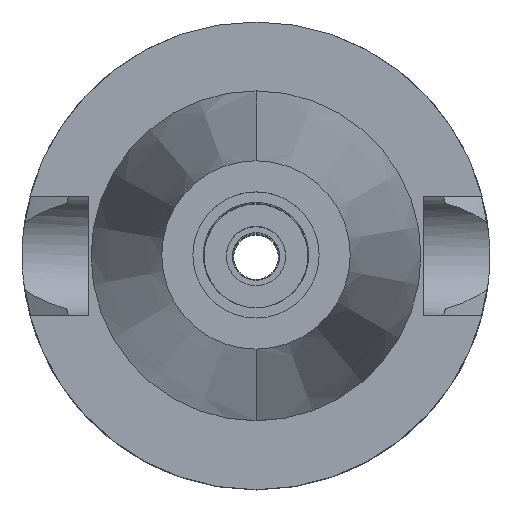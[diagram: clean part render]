
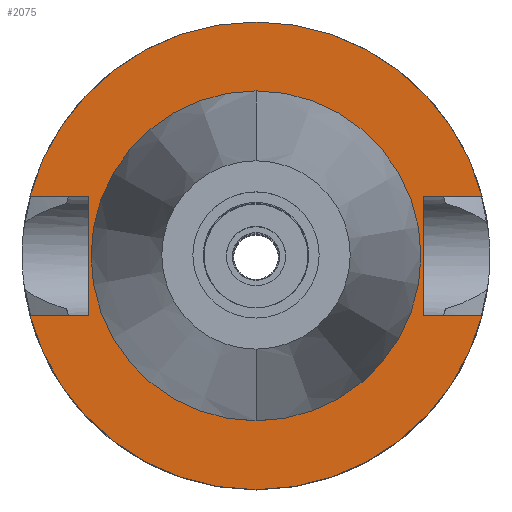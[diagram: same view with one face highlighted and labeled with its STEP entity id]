
A CAD part, top view. The second image highlights one B-rep face of the part: STEP entity #2075.
In plain terms, the highlighted planar face has unit normal (0, 0, 1).
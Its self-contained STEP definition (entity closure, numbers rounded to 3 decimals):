
#826=DIRECTION('',(1.,0.,0.));
#827=VECTOR('',#826,7.954);
#828=CARTESIAN_POINT('',(-30.454,8.05,-1.));
#829=LINE('',#828,#827);
#865=DIRECTION('',(1.,0.,0.));
#866=VECTOR('',#865,7.954);
#867=CARTESIAN_POINT('',(22.5,8.05,-1.));
#868=LINE('',#867,#866);
#912=DIRECTION('',(0.,1.,0.));
#913=VECTOR('',#912,16.1);
#914=CARTESIAN_POINT('',(-22.5,-8.05,-1.));
#915=LINE('',#914,#913);
#919=CARTESIAN_POINT('',(0.,0.,-1.));
#920=DIRECTION('',(0.,0.,-1.));
#921=DIRECTION('',(-0.967,0.256,0.));
#922=AXIS2_PLACEMENT_3D('',#919,#920,#921);
#927=CARTESIAN_POINT('',(0.,0.,-1.));
#928=DIRECTION('',(0.,0.,-1.));
#929=DIRECTION('',(0.,1.,0.));
#930=AXIS2_PLACEMENT_3D('',#927,#928,#929);
#935=DIRECTION('',(0.,-1.,0.));
#936=VECTOR('',#935,16.1);
#937=CARTESIAN_POINT('',(22.5,8.05,-1.));
#938=LINE('',#937,#936);
#942=DIRECTION('',(1.,0.,0.));
#943=VECTOR('',#942,7.954);
#944=CARTESIAN_POINT('',(22.5,-8.05,-1.));
#945=LINE('',#944,#943);
#949=CARTESIAN_POINT('',(0.,0.,-1.));
#950=DIRECTION('',(0.,0.,-1.));
#951=DIRECTION('',(0.967,-0.256,0.));
#952=AXIS2_PLACEMENT_3D('',#949,#950,#951);
#957=CARTESIAN_POINT('',(0.,0.,-1.));
#958=DIRECTION('',(0.,0.,-1.));
#959=DIRECTION('',(0.,-1.,0.));
#960=AXIS2_PLACEMENT_3D('',#957,#958,#959);
#965=DIRECTION('',(1.,0.,0.));
#966=VECTOR('',#965,7.954);
#967=CARTESIAN_POINT('',(-30.454,-8.05,-1.));
#968=LINE('',#967,#966);
#972=CARTESIAN_POINT('',(0.,0.,-1.));
#973=DIRECTION('',(0.,0.,1.));
#974=DIRECTION('',(0.,-1.,0.));
#975=AXIS2_PLACEMENT_3D('',#972,#973,#974);
#980=CARTESIAN_POINT('',(0.,0.,-1.));
#981=DIRECTION('',(0.,0.,1.));
#982=DIRECTION('',(0.,1.,0.));
#983=AXIS2_PLACEMENT_3D('',#980,#981,#982);
#1289=CARTESIAN_POINT('',(-22.5,-8.05,-1.));
#1290=VERTEX_POINT('',#1289);
#1291=CARTESIAN_POINT('',(-30.454,-8.05,-1.));
#1292=VERTEX_POINT('',#1291);
#1295=CARTESIAN_POINT('',(-22.5,8.05,-1.));
#1296=VERTEX_POINT('',#1295);
#1297=CARTESIAN_POINT('',(-30.454,8.05,-1.));
#1298=VERTEX_POINT('',#1297);
#1299=CARTESIAN_POINT('',(0.,31.5,-1.));
#1300=CARTESIAN_POINT('',(30.454,8.05,-1.));
#1301=VERTEX_POINT('',#1299);
#1302=VERTEX_POINT('',#1300);
#1303=CARTESIAN_POINT('',(22.5,8.05,-1.));
#1304=VERTEX_POINT('',#1303);
#1305=CARTESIAN_POINT('',(22.5,-8.05,-1.));
#1306=VERTEX_POINT('',#1305);
#1307=CARTESIAN_POINT('',(30.454,-8.05,-1.));
#1308=VERTEX_POINT('',#1307);
#1309=CARTESIAN_POINT('',(0.,-31.5,-1.));
#1310=VERTEX_POINT('',#1309);
#1311=CARTESIAN_POINT('',(0.,-22.225,-1.));
#1312=CARTESIAN_POINT('',(0.,22.225,-1.));
#1313=VERTEX_POINT('',#1311);
#1314=VERTEX_POINT('',#1312);
#2045=CARTESIAN_POINT('',(0.,0.,-1.));
#2046=DIRECTION('',(0.,0.,-1.));
#2047=DIRECTION('',(0.,-1.,0.));
#2048=AXIS2_PLACEMENT_3D('',#2045,#2046,#2047);
#2049=PLANE('',#2048);
#2051=ORIENTED_EDGE('',*,*,#2050,.T.);
#2052=ORIENTED_EDGE('',*,*,#1988,.F.);
#2054=ORIENTED_EDGE('',*,*,#2053,.T.);
#2056=ORIENTED_EDGE('',*,*,#2055,.T.);
#2057=ORIENTED_EDGE('',*,*,#2022,.F.);
#2058=ORIENTED_EDGE('',*,*,#2035,.T.);
#2060=ORIENTED_EDGE('',*,*,#2059,.T.);
#2062=ORIENTED_EDGE('',*,*,#2061,.T.);
#2064=ORIENTED_EDGE('',*,*,#2063,.T.);
#2066=ORIENTED_EDGE('',*,*,#2065,.T.);
#2067=EDGE_LOOP('',(#2051,#2052,#2054,#2056,#2057,#2058,#2060,#2062,#2064,
#2066));
#2068=FACE_OUTER_BOUND('',#2067,.F.);
#2070=ORIENTED_EDGE('',*,*,#2069,.T.);
#2072=ORIENTED_EDGE('',*,*,#2071,.T.);
#2073=EDGE_LOOP('',(#2070,#2072));
#2074=FACE_BOUND('',#2073,.F.);
#923=CIRCLE('',#922,31.5);
#931=CIRCLE('',#930,31.5);
#953=CIRCLE('',#952,31.5);
#961=CIRCLE('',#960,31.5);
#976=CIRCLE('',#975,22.225);
#984=CIRCLE('',#983,22.225);
#1988=EDGE_CURVE('',#1298,#1296,#829,.T.);
#2022=EDGE_CURVE('',#1304,#1302,#868,.T.);
#2035=EDGE_CURVE('',#1304,#1306,#938,.T.);
#2050=EDGE_CURVE('',#1290,#1296,#915,.T.);
#2053=EDGE_CURVE('',#1298,#1301,#923,.T.);
#2055=EDGE_CURVE('',#1301,#1302,#931,.T.);
#2059=EDGE_CURVE('',#1306,#1308,#945,.T.);
#2061=EDGE_CURVE('',#1308,#1310,#953,.T.);
#2063=EDGE_CURVE('',#1310,#1292,#961,.T.);
#2065=EDGE_CURVE('',#1292,#1290,#968,.T.);
#2069=EDGE_CURVE('',#1313,#1314,#976,.T.);
#2071=EDGE_CURVE('',#1314,#1313,#984,.T.);
#2075=ADVANCED_FACE('',(#2068,#2074),#2049,.F.);
